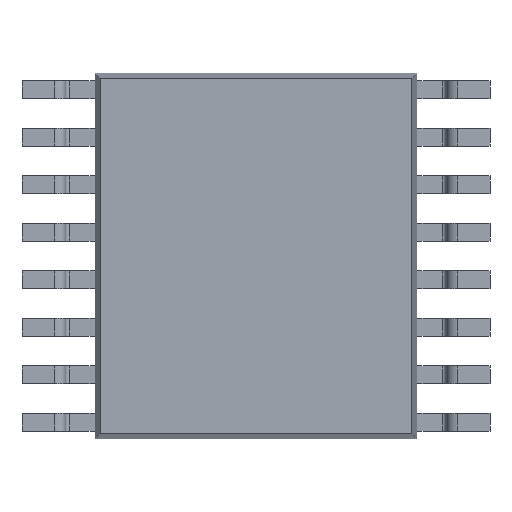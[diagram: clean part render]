
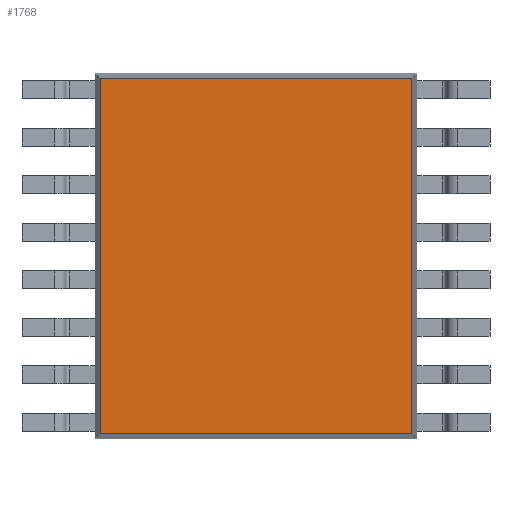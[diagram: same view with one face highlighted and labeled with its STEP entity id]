
A CAD part, front view. The second image highlights one B-rep face of the part: STEP entity #1768.
In plain terms, the highlighted planar face has unit normal (0, -1, 0).
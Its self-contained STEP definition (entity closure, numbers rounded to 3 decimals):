
#484 = CARTESIAN_POINT ( 'NONE',  ( 2.2, 0.12, 2.432 ) ) ;
#533 = VERTEX_POINT ( 'NONE', #2243 ) ;
#798 = DIRECTION ( 'NONE',  ( 0., -1., 0. ) ) ;
#996 = EDGE_LOOP ( 'NONE', ( #3040, #4036, #4409, #1967 ) ) ;
#1306 = PLANE ( 'NONE',  #2249 ) ;
#1452 = EDGE_CURVE ( 'NONE', #533, #4943, #1838, .T. ) ;
#1768 = ADVANCED_FACE ( 'NONE', ( #4928 ), #1306, .T. ) ;
#1838 = LINE ( 'NONE', #2774, #2971 ) ;
#1907 = CARTESIAN_POINT ( 'NONE',  ( 0., 0.12, 0. ) ) ;
#1967 = ORIENTED_EDGE ( 'NONE', *, *, #6271, .T. ) ;
#2179 = VECTOR ( 'NONE', #5026, 1000. ) ;
#2243 = CARTESIAN_POINT ( 'NONE',  ( -2.132, 0.12, -2.432 ) ) ;
#2249 = AXIS2_PLACEMENT_3D ( 'NONE', #1907, #798, #2490 ) ;
#2340 = VECTOR ( 'NONE', #4030, 1000. ) ;
#2393 = CARTESIAN_POINT ( 'NONE',  ( 2.132, 0.12, -2.5 ) ) ;
#2490 = DIRECTION ( 'NONE',  ( 0., 0., -1. ) ) ;
#2545 = CARTESIAN_POINT ( 'NONE',  ( 2.132, 0.12, -2.432 ) ) ;
#2774 = CARTESIAN_POINT ( 'NONE',  ( -2.2, 0.12, -2.432 ) ) ;
#2971 = VECTOR ( 'NONE', #6743, 1000. ) ;
#3040 = ORIENTED_EDGE ( 'NONE', *, *, #1452, .T. ) ;
#3604 = CARTESIAN_POINT ( 'NONE',  ( 2.132, 0.12, 2.432 ) ) ;
#3767 = CARTESIAN_POINT ( 'NONE',  ( -2.132, 0.12, 2.432 ) ) ;
#3830 = LINE ( 'NONE', #2393, #2340 ) ;
#4030 = DIRECTION ( 'NONE',  ( 0., 0., 1. ) ) ;
#4036 = ORIENTED_EDGE ( 'NONE', *, *, #6026, .T. ) ;
#4409 = ORIENTED_EDGE ( 'NONE', *, *, #5731, .T. ) ;
#4742 = VERTEX_POINT ( 'NONE', #3604 ) ;
#4928 = FACE_OUTER_BOUND ( 'NONE', #996, .T. ) ;
#4943 = VERTEX_POINT ( 'NONE', #2545 ) ;
#5019 = VERTEX_POINT ( 'NONE', #3767 ) ;
#5026 = DIRECTION ( 'NONE',  ( -1., 0., 0. ) ) ;
#5441 = VECTOR ( 'NONE', #6216, 1000. ) ;
#5731 = EDGE_CURVE ( 'NONE', #4742, #5019, #6594, .T. ) ;
#6026 = EDGE_CURVE ( 'NONE', #4943, #4742, #3830, .T. ) ;
#6216 = DIRECTION ( 'NONE',  ( 0., 0., -1. ) ) ;
#6271 = EDGE_CURVE ( 'NONE', #5019, #533, #6956, .T. ) ;
#6594 = LINE ( 'NONE', #484, #2179 ) ;
#6743 = DIRECTION ( 'NONE',  ( 1., 0., 0. ) ) ;
#6956 = LINE ( 'NONE', #7300, #5441 ) ;
#7300 = CARTESIAN_POINT ( 'NONE',  ( -2.132, 0.12, 2.5 ) ) ;
